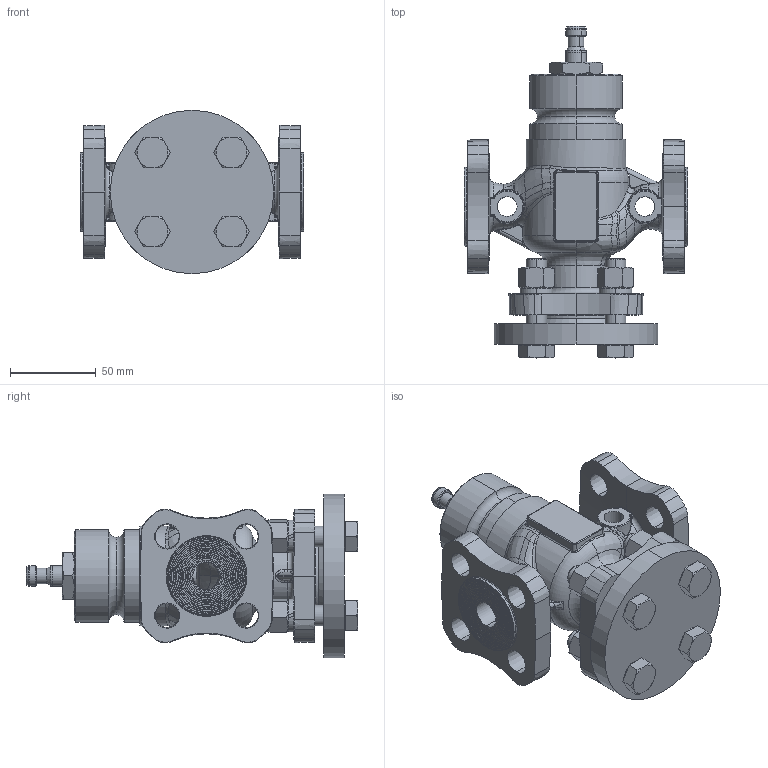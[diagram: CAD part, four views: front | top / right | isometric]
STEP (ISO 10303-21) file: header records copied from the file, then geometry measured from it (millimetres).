
FILE_DESCRIPTION((''),'2;1');
FILE_NAME('VF-2R_DN15_SW0001','2023-03-30T13:24:04',('User'),(''),'CREO PARAMETRIC BY PTC INC, 2019010','CREO PARAMETRIC BY PTC INC, 2019010','');
FILE_SCHEMA(('CONFIG_CONTROL_DESIGN'));
Products named in the file (1): VF-2R_DN15_SW0001
Bounding box: 130 x 193 x 95 mm (x, y, z)
Surface area: 133710.1 mm2 (no closed solid volume)
Topology: 0 solids, 45 shells, 969 faces, 3016 edges, 2018 vertices
Faces by surface type: bspline 409, cone 185, cylinder 172, plane 142, torus 59, sphere 2
Entity records: 94730 total; most frequent: CARTESIAN_POINT 72623, ORIENTED_EDGE 5141, DIRECTION 3025, EDGE_CURVE 3016, VERTEX_POINT 2018, B_SPLINE_CURVE_WITH_KNOTS 1749, AXIS2_PLACEMENT_3D 1198, EDGE_LOOP 1035
